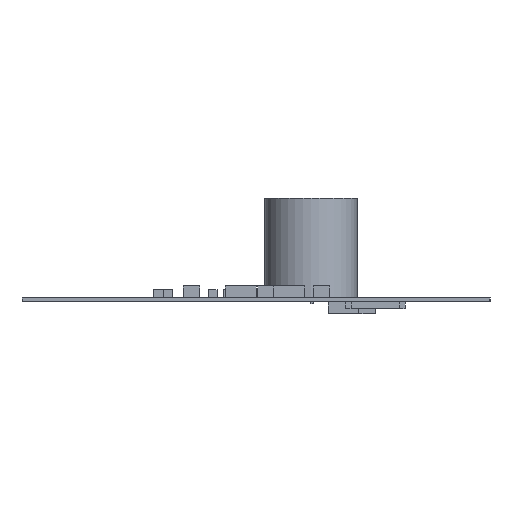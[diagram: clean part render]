
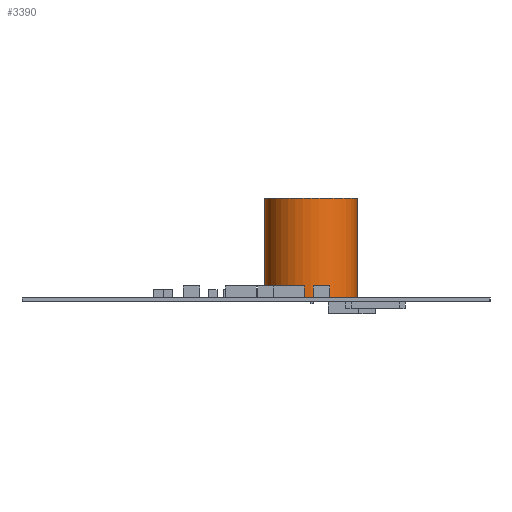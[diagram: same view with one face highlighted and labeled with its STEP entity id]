
A CAD part, left-side view. The second image highlights one B-rep face of the part: STEP entity #3390.
In plain terms, the highlighted cylindrical face has radius 5 mm (diameter 10 mm), a full revolution.
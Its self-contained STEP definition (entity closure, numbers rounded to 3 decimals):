
#3390 = ADVANCED_FACE('',(#3391),#3418,.T.);
#3391 = FACE_BOUND('',#3392,.T.);
#3392 = EDGE_LOOP('',(#3393,#3402,#3410,#3417));
#3393 = ORIENTED_EDGE('',*,*,#3394,.T.);
#3394 = EDGE_CURVE('',#3395,#3395,#3397,.T.);
#3395 = VERTEX_POINT('',#3396);
#3396 = CARTESIAN_POINT('',(5.,0.,0.));
#3397 = CIRCLE('',#3398,5.);
#3398 = AXIS2_PLACEMENT_3D('',#3399,#3400,#3401);
#3399 = CARTESIAN_POINT('',(0.,0.,0.));
#3400 = DIRECTION('',(0.,0.,1.));
#3401 = DIRECTION('',(1.,0.,0.));
#3402 = ORIENTED_EDGE('',*,*,#3403,.T.);
#3403 = EDGE_CURVE('',#3395,#3404,#3406,.T.);
#3404 = VERTEX_POINT('',#3405);
#3405 = CARTESIAN_POINT('',(5.,0.,10.8));
#3406 = LINE('',#3407,#3408);
#3407 = CARTESIAN_POINT('',(5.,0.,0.));
#3408 = VECTOR('',#3409,1.);
#3409 = DIRECTION('',(0.,0.,1.));
#3410 = ORIENTED_EDGE('',*,*,#3411,.F.);
#3411 = EDGE_CURVE('',#3404,#3404,#3412,.T.);
#3412 = CIRCLE('',#3413,5.);
#3413 = AXIS2_PLACEMENT_3D('',#3414,#3415,#3416);
#3414 = CARTESIAN_POINT('',(0.,0.,10.8));
#3415 = DIRECTION('',(0.,0.,1.));
#3416 = DIRECTION('',(1.,0.,0.));
#3417 = ORIENTED_EDGE('',*,*,#3403,.F.);
#3418 = CYLINDRICAL_SURFACE('',#3419,5.);
#3419 = AXIS2_PLACEMENT_3D('',#3420,#3421,#3422);
#3420 = CARTESIAN_POINT('',(0.,0.,0.));
#3421 = DIRECTION('',(0.,0.,-1.));
#3422 = DIRECTION('',(1.,0.,0.));
